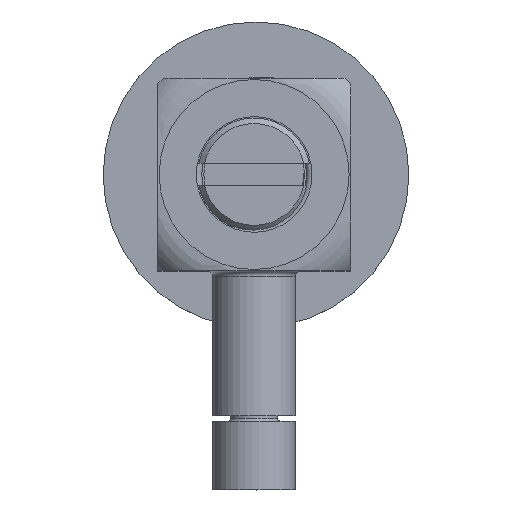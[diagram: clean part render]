
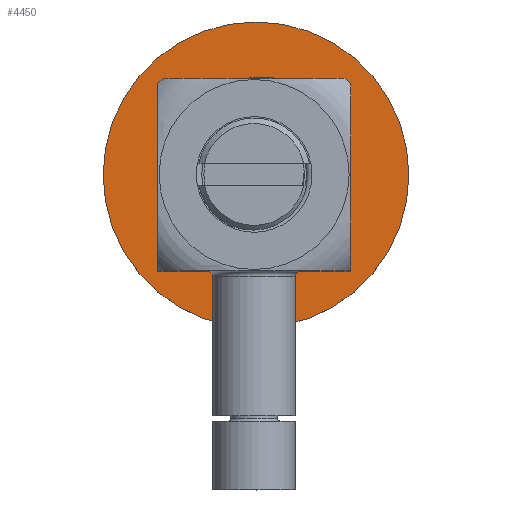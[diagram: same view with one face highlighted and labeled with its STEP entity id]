
A CAD part, top view. The second image highlights one B-rep face of the part: STEP entity #4450.
In plain terms, the highlighted planar face has unit normal (0, 0, 1).
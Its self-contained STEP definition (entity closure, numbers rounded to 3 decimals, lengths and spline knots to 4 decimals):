
#361=PLANE('',#4837);
#563=CIRCLE('',#4814,3.125);
#572=CIRCLE('',#4838,5.55);
#573=CIRCLE('',#4839,3.0567);
#1231=ORIENTED_EDGE('',*,*,#2263,.T.);
#1232=ORIENTED_EDGE('',*,*,#2221,.F.);
#1233=ORIENTED_EDGE('',*,*,#2025,.T.);
#1234=ORIENTED_EDGE('',*,*,#2264,.F.);
#1235=ORIENTED_EDGE('',*,*,#2033,.T.);
#2025=EDGE_CURVE('',#2664,#2663,#3090,.T.);
#2033=EDGE_CURVE('',#2660,#2671,#3096,.T.);
#2221=EDGE_CURVE('',#2664,#2671,#563,.T.);
#2263=EDGE_CURVE('',#2812,#2812,#572,.T.);
#2264=EDGE_CURVE('',#2660,#2663,#573,.T.);
#2660=VERTEX_POINT('',#7661);
#2663=VERTEX_POINT('',#7673);
#2664=VERTEX_POINT('',#7675);
#2671=VERTEX_POINT('',#7695);
#2812=VERTEX_POINT('',#57681);
#3090=LINE('',#7674,#3282);
#3096=LINE('',#7696,#3288);
#3282=VECTOR('',#5199,1000.);
#3288=VECTOR('',#5205,1000.);
#3616=EDGE_LOOP('',(#1231));
#3617=EDGE_LOOP('',(#1232,#1233,#1234,#1235));
#4008=FACE_BOUND('',#3616,.T.);
#4009=FACE_BOUND('',#3617,.T.);
#4450=ADVANCED_FACE('',(#4008,#4009),#361,.T.);
#4814=AXIS2_PLACEMENT_3D('',#35838,#5421,#5422);
#4837=AXIS2_PLACEMENT_3D('',#57679,#5469,#5470);
#4838=AXIS2_PLACEMENT_3D('',#57680,#5471,#5472);
#4839=AXIS2_PLACEMENT_3D('',#57682,#5473,#5474);
#5199=DIRECTION('',(0.,1.,0.));
#5205=DIRECTION('',(0.,1.,0.));
#5421=DIRECTION('',(0.,0.,1.));
#5422=DIRECTION('',(0.,-1.,0.));
#5469=DIRECTION('',(0.,0.,1.));
#5470=DIRECTION('',(1.,0.,0.));
#5471=DIRECTION('',(0.,0.,1.));
#5472=DIRECTION('',(0.,1.,0.));
#5473=DIRECTION('',(0.,0.,1.));
#5474=DIRECTION('',(0.,1.,0.));
#7661=CARTESIAN_POINT('',(-2.74,1.3549,-7.7));
#7673=CARTESIAN_POINT('',(-2.74,-1.3549,-7.7));
#7674=CARTESIAN_POINT('',(-2.74,0.,-7.7));
#7675=CARTESIAN_POINT('',(-2.74,-1.5027,-7.7));
#7695=CARTESIAN_POINT('',(-2.74,1.5027,-7.7));
#7696=CARTESIAN_POINT('',(-2.74,0.,-7.7));
#35838=CARTESIAN_POINT('',(0.,0.,-7.7));
#57679=CARTESIAN_POINT('',(0.0679,0.,-7.7));
#57680=CARTESIAN_POINT('',(0.0679,0.,-7.7));
#57681=CARTESIAN_POINT('',(0.0679,5.55,-7.7));
#57682=CARTESIAN_POINT('',(0.,0.,-7.7));
